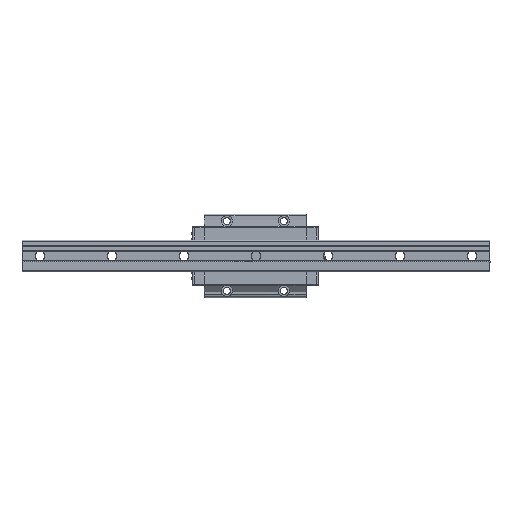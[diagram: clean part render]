
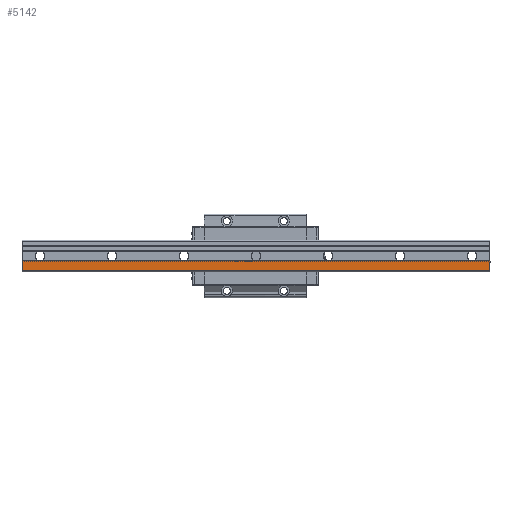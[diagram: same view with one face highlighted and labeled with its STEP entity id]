
A CAD part, left-side view. The second image highlights one B-rep face of the part: STEP entity #5142.
In plain terms, the highlighted planar face has unit normal (-1, 0, 0).
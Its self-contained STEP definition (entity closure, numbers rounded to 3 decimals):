
#130 = ORIENTED_EDGE ( 'NONE', *, *, #4838, .T. ) ;
#149 = CARTESIAN_POINT ( 'NONE',  ( -19., 780., -7.751 ) ) ;
#761 = LINE ( 'NONE', #11898, #6460 ) ;
#1431 = LINE ( 'NONE', #149, #11094 ) ;
#1928 = EDGE_LOOP ( 'NONE', ( #7914, #5619, #130, #9752 ) ) ;
#2364 = VECTOR ( 'NONE', #6222, 1000. ) ;
#3394 = VERTEX_POINT ( 'NONE', #8348 ) ;
#3772 = DIRECTION ( 'NONE',  ( 0., -1., 0. ) ) ;
#4838 = EDGE_CURVE ( 'NONE', #4950, #11084, #6306, .T. ) ;
#4950 = VERTEX_POINT ( 'NONE', #11142 ) ;
#5045 = CARTESIAN_POINT ( 'NONE',  ( -19., 780., -24.4 ) ) ;
#5142 = ADVANCED_FACE ( 'NONE', ( #11060 ), #9071, .F. ) ;
#5268 = DIRECTION ( 'NONE',  ( 0., 0., -1. ) ) ;
#5619 = ORIENTED_EDGE ( 'NONE', *, *, #12354, .T. ) ;
#6222 = DIRECTION ( 'NONE',  ( 0., 0., -1. ) ) ;
#6306 = LINE ( 'NONE', #5045, #6504 ) ;
#6460 = VECTOR ( 'NONE', #10633, 1000. ) ;
#6504 = VECTOR ( 'NONE', #3772, 1000. ) ;
#6518 = DIRECTION ( 'NONE',  ( 1., 0., 0. ) ) ;
#7105 = EDGE_CURVE ( 'NONE', #11722, #11084, #8763, .T. ) ;
#7480 = CARTESIAN_POINT ( 'NONE',  ( -19., 0., -7.751 ) ) ;
#7802 = CARTESIAN_POINT ( 'NONE',  ( -19., 780., -24.4 ) ) ;
#7914 = ORIENTED_EDGE ( 'NONE', *, *, #11842, .F. ) ;
#8348 = CARTESIAN_POINT ( 'NONE',  ( -19., 780., -8.5 ) ) ;
#8763 = LINE ( 'NONE', #7480, #2364 ) ;
#9071 = PLANE ( 'NONE',  #12331 ) ;
#9752 = ORIENTED_EDGE ( 'NONE', *, *, #7105, .F. ) ;
#10633 = DIRECTION ( 'NONE',  ( 0., -1., 0. ) ) ;
#11060 = FACE_OUTER_BOUND ( 'NONE', #1928, .T. ) ;
#11084 = VERTEX_POINT ( 'NONE', #12210 ) ;
#11094 = VECTOR ( 'NONE', #11279, 1000. ) ;
#11142 = CARTESIAN_POINT ( 'NONE',  ( -19., 780., -24.4 ) ) ;
#11149 = CARTESIAN_POINT ( 'NONE',  ( -19., 0., -8.5 ) ) ;
#11279 = DIRECTION ( 'NONE',  ( 0., 0., -1. ) ) ;
#11722 = VERTEX_POINT ( 'NONE', #11149 ) ;
#11842 = EDGE_CURVE ( 'NONE', #3394, #11722, #761, .T. ) ;
#11898 = CARTESIAN_POINT ( 'NONE',  ( -19., 780., -8.5 ) ) ;
#12210 = CARTESIAN_POINT ( 'NONE',  ( -19., 0., -24.4 ) ) ;
#12331 = AXIS2_PLACEMENT_3D ( 'NONE', #7802, #6518, #5268 ) ;
#12354 = EDGE_CURVE ( 'NONE', #3394, #4950, #1431, .T. ) ;
